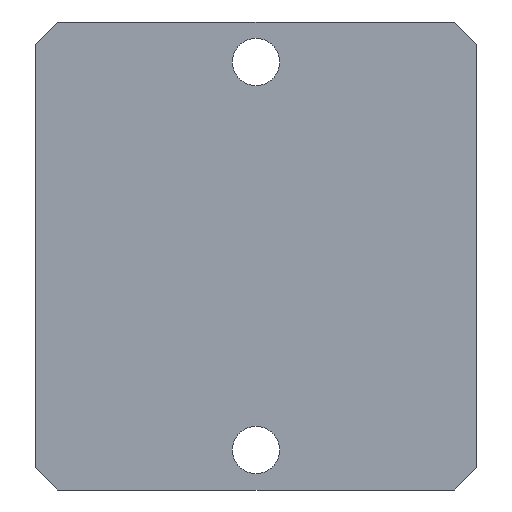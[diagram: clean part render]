
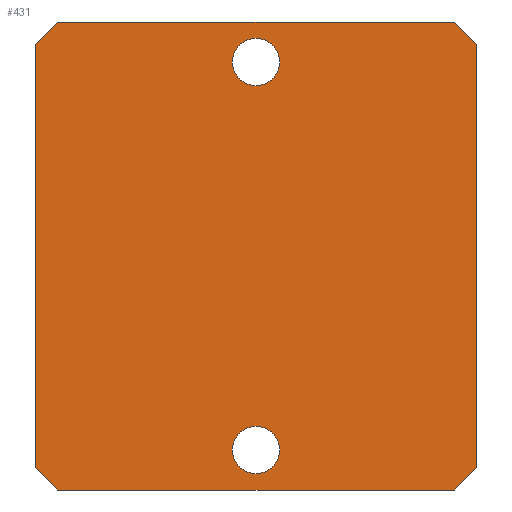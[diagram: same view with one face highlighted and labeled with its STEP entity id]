
A CAD part, front view. The second image highlights one B-rep face of the part: STEP entity #431.
In plain terms, the highlighted planar face has unit normal (0, -1, 0).
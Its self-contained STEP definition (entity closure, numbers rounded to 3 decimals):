
#238 = CARTESIAN_POINT ( 'NONE',  ( 14.9, 0., 28.9 ) ) ;
#431 = ADVANCED_FACE ( 'NONE', ( #7461, #5762, #10579 ), #9400, .T. ) ;
#487 = VERTEX_POINT ( 'NONE', #2207 ) ;
#539 = ORIENTED_EDGE ( 'NONE', *, *, #1519, .F. ) ;
#570 = DIRECTION ( 'NONE',  ( 0., 0., -1. ) ) ;
#718 = DIRECTION ( 'NONE',  ( 0., 0., 1. ) ) ;
#935 = AXIS2_PLACEMENT_3D ( 'NONE', #238, #2009, #2844 ) ;
#956 = LINE ( 'NONE', #7355, #7842 ) ;
#1017 = CARTESIAN_POINT ( 'NONE',  ( 29.8, 0., 30.1 ) ) ;
#1328 = LINE ( 'NONE', #8682, #6510 ) ;
#1331 = CARTESIAN_POINT ( 'NONE',  ( 14.9, 0., 4.3 ) ) ;
#1422 = CARTESIAN_POINT ( 'NONE',  ( 0., 0., 30.1 ) ) ;
#1519 = EDGE_CURVE ( 'NONE', #9888, #5703, #4193, .T. ) ;
#1767 = CARTESIAN_POINT ( 'NONE',  ( 14.9, 0., 2.7 ) ) ;
#1805 = EDGE_LOOP ( 'NONE', ( #8727, #4990 ) ) ;
#1883 = VERTEX_POINT ( 'NONE', #1331 ) ;
#2009 = DIRECTION ( 'NONE',  ( 0., 1., 0. ) ) ;
#2207 = CARTESIAN_POINT ( 'NONE',  ( 1.5, 0., 0. ) ) ;
#2217 = CIRCLE ( 'NONE', #935, 1.6 ) ;
#2594 = DIRECTION ( 'NONE',  ( 0., 0., 1. ) ) ;
#2694 = DIRECTION ( 'NONE',  ( 0., 1., 0. ) ) ;
#2844 = DIRECTION ( 'NONE',  ( 0., 0., 1. ) ) ;
#2878 = ORIENTED_EDGE ( 'NONE', *, *, #4015, .F. ) ;
#2930 = DIRECTION ( 'NONE',  ( 0., 0., 1. ) ) ;
#2939 = LINE ( 'NONE', #5026, #9557 ) ;
#3241 = CARTESIAN_POINT ( 'NONE',  ( 14.9, 0., 1.1 ) ) ;
#3450 = CARTESIAN_POINT ( 'NONE',  ( 28.3, 0., 0. ) ) ;
#3585 = AXIS2_PLACEMENT_3D ( 'NONE', #7649, #2694, #8445 ) ;
#4008 = CARTESIAN_POINT ( 'NONE',  ( 14.9, 0., 2.7 ) ) ;
#4015 = EDGE_CURVE ( 'NONE', #10280, #4816, #2939, .T. ) ;
#4083 = CARTESIAN_POINT ( 'NONE',  ( 0., 0., 1.5 ) ) ;
#4193 = LINE ( 'NONE', #1422, #9900 ) ;
#4205 = DIRECTION ( 'NONE',  ( 0.707, 0., -0.707 ) ) ;
#4311 = ORIENTED_EDGE ( 'NONE', *, *, #9431, .F. ) ;
#4348 = CARTESIAN_POINT ( 'NONE',  ( 28.3, 0., 0. ) ) ;
#4552 = DIRECTION ( 'NONE',  ( -0.707, 0., 0.707 ) ) ;
#4768 = EDGE_LOOP ( 'NONE', ( #9442, #9904 ) ) ;
#4816 = VERTEX_POINT ( 'NONE', #1017 ) ;
#4990 = ORIENTED_EDGE ( 'NONE', *, *, #5781, .T. ) ;
#5022 = CARTESIAN_POINT ( 'NONE',  ( 28.3, 0., 31.6 ) ) ;
#5026 = CARTESIAN_POINT ( 'NONE',  ( 28.3, 0., 31.6 ) ) ;
#5034 = EDGE_CURVE ( 'NONE', #9857, #487, #956, .T. ) ;
#5118 = LINE ( 'NONE', #7963, #9276 ) ;
#5165 = LINE ( 'NONE', #3450, #10124 ) ;
#5271 = CARTESIAN_POINT ( 'NONE',  ( 14.9, 0., 30.5 ) ) ;
#5413 = AXIS2_PLACEMENT_3D ( 'NONE', #10217, #10105, #6882 ) ;
#5457 = VERTEX_POINT ( 'NONE', #6582 ) ;
#5485 = EDGE_LOOP ( 'NONE', ( #5716, #4311, #6790, #2878, #6363, #539, #5638, #6783 ) ) ;
#5638 = ORIENTED_EDGE ( 'NONE', *, *, #10266, .F. ) ;
#5703 = VERTEX_POINT ( 'NONE', #10020 ) ;
#5716 = ORIENTED_EDGE ( 'NONE', *, *, #5034, .F. ) ;
#5762 = FACE_BOUND ( 'NONE', #4768, .T. ) ;
#5781 = EDGE_CURVE ( 'NONE', #7970, #7772, #8968, .T. ) ;
#5881 = DIRECTION ( 'NONE',  ( 0., 1., 0. ) ) ;
#6216 = DIRECTION ( 'NONE',  ( 1., 0., 0. ) ) ;
#6273 = DIRECTION ( 'NONE',  ( -1., 0., 0. ) ) ;
#6363 = ORIENTED_EDGE ( 'NONE', *, *, #6518, .F. ) ;
#6447 = CARTESIAN_POINT ( 'NONE',  ( 14.9, 0., 27.3 ) ) ;
#6477 = EDGE_CURVE ( 'NONE', #487, #5457, #7159, .T. ) ;
#6510 = VECTOR ( 'NONE', #6216, 1000. ) ;
#6518 = EDGE_CURVE ( 'NONE', #5703, #10280, #1328, .T. ) ;
#6582 = CARTESIAN_POINT ( 'NONE',  ( 0., 0., 1.5 ) ) ;
#6783 = ORIENTED_EDGE ( 'NONE', *, *, #6477, .F. ) ;
#6790 = ORIENTED_EDGE ( 'NONE', *, *, #7323, .F. ) ;
#6807 = CARTESIAN_POINT ( 'NONE',  ( 0., 0., 30.1 ) ) ;
#6843 = EDGE_CURVE ( 'NONE', #10334, #1883, #7553, .T. ) ;
#6882 = DIRECTION ( 'NONE',  ( 0., 0., -1. ) ) ;
#6946 = CARTESIAN_POINT ( 'NONE',  ( 0., 0., 1.5 ) ) ;
#7094 = VECTOR ( 'NONE', #718, 1000. ) ;
#7159 = LINE ( 'NONE', #6946, #7420 ) ;
#7323 = EDGE_CURVE ( 'NONE', #4816, #8769, #5118, .T. ) ;
#7339 = LINE ( 'NONE', #4083, #7094 ) ;
#7355 = CARTESIAN_POINT ( 'NONE',  ( 1.5, 0., 0. ) ) ;
#7420 = VECTOR ( 'NONE', #4552, 1000. ) ;
#7461 = FACE_BOUND ( 'NONE', #1805, .T. ) ;
#7553 = CIRCLE ( 'NONE', #9120, 1.6 ) ;
#7649 = CARTESIAN_POINT ( 'NONE',  ( 14.9, 0., 28.9 ) ) ;
#7772 = VERTEX_POINT ( 'NONE', #5271 ) ;
#7842 = VECTOR ( 'NONE', #6273, 1000. ) ;
#7963 = CARTESIAN_POINT ( 'NONE',  ( 29.8, 0., 1.5 ) ) ;
#7970 = VERTEX_POINT ( 'NONE', #6447 ) ;
#8099 = DIRECTION ( 'NONE',  ( 0.707, 0., 0.707 ) ) ;
#8102 = DIRECTION ( 'NONE',  ( 0., 1., 0. ) ) ;
#8243 = AXIS2_PLACEMENT_3D ( 'NONE', #4008, #8102, #2930 ) ;
#8249 = EDGE_CURVE ( 'NONE', #7772, #7970, #2217, .T. ) ;
#8445 = DIRECTION ( 'NONE',  ( 0., 0., 1. ) ) ;
#8682 = CARTESIAN_POINT ( 'NONE',  ( 1.5, 0., 31.6 ) ) ;
#8727 = ORIENTED_EDGE ( 'NONE', *, *, #8249, .T. ) ;
#8769 = VERTEX_POINT ( 'NONE', #10168 ) ;
#8968 = CIRCLE ( 'NONE', #3585, 1.6 ) ;
#9120 = AXIS2_PLACEMENT_3D ( 'NONE', #1767, #5881, #2594 ) ;
#9233 = DIRECTION ( 'NONE',  ( -0.707, 0., -0.707 ) ) ;
#9276 = VECTOR ( 'NONE', #570, 1000. ) ;
#9400 = PLANE ( 'NONE',  #5413 ) ;
#9431 = EDGE_CURVE ( 'NONE', #8769, #9857, #5165, .T. ) ;
#9442 = ORIENTED_EDGE ( 'NONE', *, *, #10183, .T. ) ;
#9446 = CIRCLE ( 'NONE', #8243, 1.6 ) ;
#9557 = VECTOR ( 'NONE', #4205, 1000. ) ;
#9857 = VERTEX_POINT ( 'NONE', #4348 ) ;
#9888 = VERTEX_POINT ( 'NONE', #6807 ) ;
#9900 = VECTOR ( 'NONE', #8099, 1000. ) ;
#9904 = ORIENTED_EDGE ( 'NONE', *, *, #6843, .T. ) ;
#10020 = CARTESIAN_POINT ( 'NONE',  ( 1.5, 0., 31.6 ) ) ;
#10105 = DIRECTION ( 'NONE',  ( 0., -1., 0. ) ) ;
#10124 = VECTOR ( 'NONE', #9233, 1000. ) ;
#10168 = CARTESIAN_POINT ( 'NONE',  ( 29.8, 0., 1.5 ) ) ;
#10183 = EDGE_CURVE ( 'NONE', #1883, #10334, #9446, .T. ) ;
#10217 = CARTESIAN_POINT ( 'NONE',  ( 0., 0., 0. ) ) ;
#10266 = EDGE_CURVE ( 'NONE', #5457, #9888, #7339, .T. ) ;
#10280 = VERTEX_POINT ( 'NONE', #5022 ) ;
#10334 = VERTEX_POINT ( 'NONE', #3241 ) ;
#10579 = FACE_OUTER_BOUND ( 'NONE', #5485, .T. ) ;
